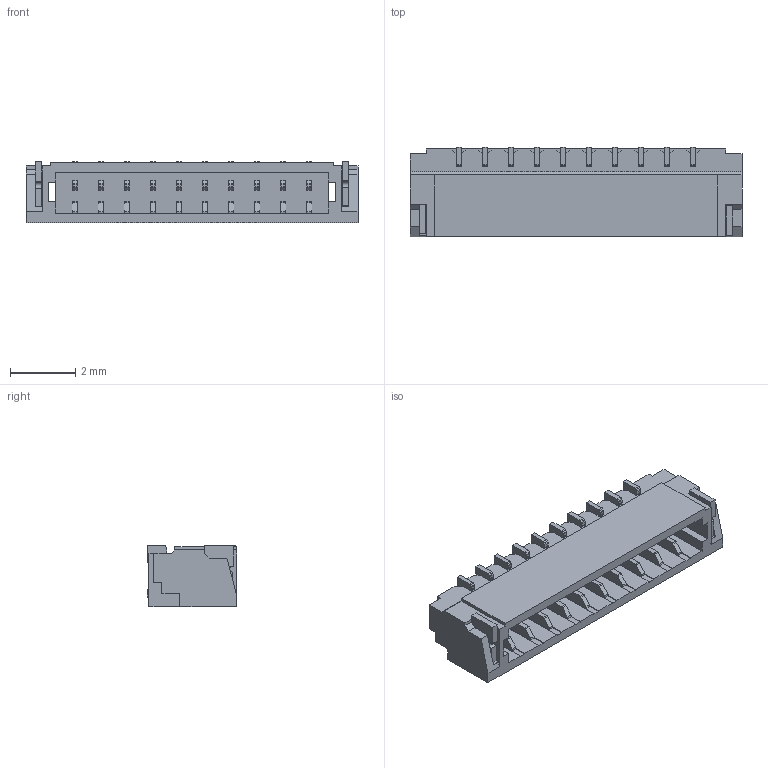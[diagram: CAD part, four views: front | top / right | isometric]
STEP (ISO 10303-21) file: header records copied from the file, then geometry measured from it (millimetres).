
FILE_DESCRIPTION(/* description */ ('Unknown'),/* implementation_level */ '2;1');
FILE_NAME(/* name */ '689110131822',/* time_stamp */ '2023-06-28T15:43:09+02:00',/* author */ ('Unknown'),/* organization */ ('Unknown'),/* preprocessor_version */ 'ST-DEVELOPER v18.102',/* originating_system */ 'Solid Edge',/* authorisation */ 'Unknown');
FILE_SCHEMA (('AUTOMOTIVE_DESIGN {1 0 10303 214 3 1 1}'));
Length unit declared in the file: millimetre
Products named in the file (4): 6891xx131822; 689110131822; 6891xx131822_Pin; 6891xx131822_Pin2
Assembly tree (13 placements, depth 2):
  6891xx131822
    689110131822
    6891xx131822_Pin  x10
    6891xx131822_Pin2  x2
Bounding box: 10.2 x 2.75 x 1.9 mm (x, y, z)
Volume: 30.1 mm3; surface area: 216.1 mm2
Topology: 13 solids, 13 shells, 644 faces, 1891 edges, 1252 vertices
Faces by surface type: plane 520, cylinder 124
Entity records: 11105 total; most frequent: ORIENTED_EDGE 1982, CARTESIAN_POINT 1981, DIRECTION 1695, EDGE_CURVE 991, LINE 963, VECTOR 963, VERTEX_POINT 652, AXIS2_PLACEMENT_3D 366
